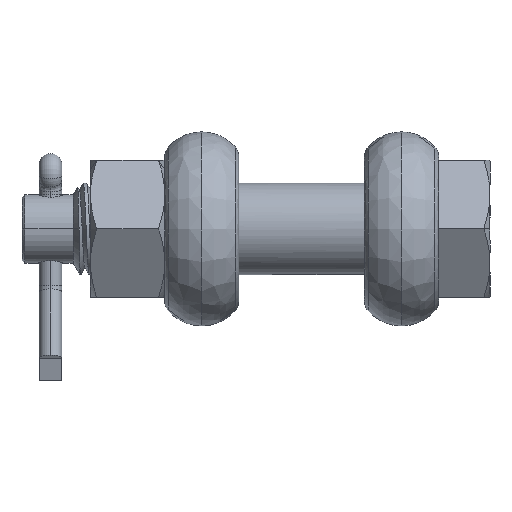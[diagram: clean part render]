
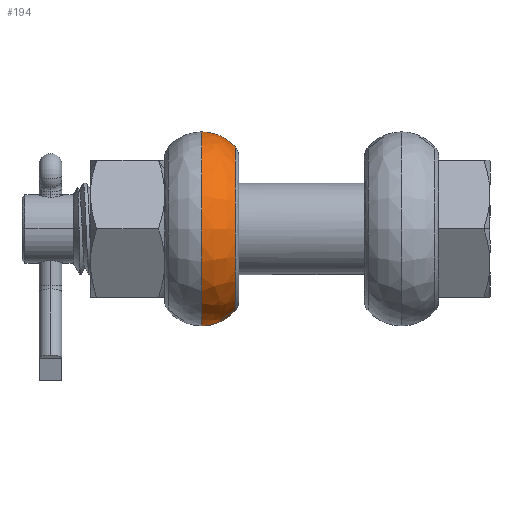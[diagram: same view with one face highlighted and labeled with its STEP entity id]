
A CAD part, front view. The second image highlights one B-rep face of the part: STEP entity #194.
In plain terms, the highlighted free-form (B-spline) face has degree [3, 3] with [4, 4] control points.
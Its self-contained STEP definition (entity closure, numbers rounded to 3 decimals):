
#194=ADVANCED_FACE('NONE',(#1054),#1055,.F.);
#1054=FACE_OUTER_BOUND('',#2976,.T.);
#1055=(B_SPLINE_SURFACE(3,3,((#2978,#2979,#2980,#2981),(#2982,#2983,#2984,#2985),(#2986,#2987,#2988,#2989),(#2990,#2991,#2992,#2993)),.UNSPECIFIED.,.F.,.F.,.F.)B_SPLINE_SURFACE_WITH_KNOTS((4,4),(4,4),(0.0,1.0),(0.0,1.0),.UNSPECIFIED.)RATIONAL_B_SPLINE_SURFACE(((1.0,0.333,0.333,1.0),(0.941,0.314,0.314,0.941),(0.941,0.314,0.314,0.941),(1.0,0.333,0.333,1.0)))BOUNDED_SURFACE()REPRESENTATION_ITEM('')GEOMETRIC_REPRESENTATION_ITEM()SURFACE());
#2976=EDGE_LOOP('',(#13958,#13959,#13960,#13961));
#2978=CARTESIAN_POINT('',(-11.65,0.,-14.359));
#2979=CARTESIAN_POINT('',(-11.65,-28.718,-14.359));
#2980=CARTESIAN_POINT('',(-11.65,-28.718,14.359));
#2981=CARTESIAN_POINT('',(-11.65,0.,14.359));
#2982=CARTESIAN_POINT('',(-13.154,0.,-16.065));
#2983=CARTESIAN_POINT('',(-13.154,-32.129,-16.065));
#2984=CARTESIAN_POINT('',(-13.154,-32.129,16.065));
#2985=CARTESIAN_POINT('',(-13.154,0.,16.065));
#2986=CARTESIAN_POINT('',(-15.226,0.,-17.));
#2987=CARTESIAN_POINT('',(-15.226,-34.,-17.));
#2988=CARTESIAN_POINT('',(-15.226,-34.,17.));
#2989=CARTESIAN_POINT('',(-15.226,0.,17.));
#2990=CARTESIAN_POINT('',(-17.5,0.,-17.));
#2991=CARTESIAN_POINT('',(-17.5,-34.,-17.));
#2992=CARTESIAN_POINT('',(-17.5,-34.,17.));
#2993=CARTESIAN_POINT('',(-17.5,0.,17.));
#13958=ORIENTED_EDGE('',*,*,#19162,.T.);
#13959=ORIENTED_EDGE('',*,*,#19163,.T.);
#13960=ORIENTED_EDGE('',*,*,#19110,.F.);
#13961=ORIENTED_EDGE('',*,*,#19164,.T.);
#19110=EDGE_CURVE('NONE',#21771,#21772,#21773,.T.);
#19162=EDGE_CURVE('NONE',#21861,#21862,#21863,.T.);
#19163=EDGE_CURVE('NONE',#21862,#21772,#21864,.T.);
#19164=EDGE_CURVE('NONE',#21771,#21861,#21865,.T.);
#21771=VERTEX_POINT('NONE',#28265);
#21772=VERTEX_POINT('NONE',#28266);
#21773=CIRCLE('',#28267,14.359);
#21861=VERTEX_POINT('NONE',#28631);
#21862=VERTEX_POINT('NONE',#28632);
#21863=CIRCLE('',#28633,17.0);
#21864=CIRCLE('',#28634,7.8);
#21865=CIRCLE('',#28635,7.8);
#28265=CARTESIAN_POINT('',(-11.65,0.,14.359));
#28266=CARTESIAN_POINT('',(-11.65,0.,-14.359));
#28267=AXIS2_PLACEMENT_3D('',#39037,#39038,#39039);
#28631=CARTESIAN_POINT('',(-17.5,0.,17.));
#28632=CARTESIAN_POINT('',(-17.5,0.,-17.));
#28633=AXIS2_PLACEMENT_3D('',#39068,#39069,#39070);
#28634=AXIS2_PLACEMENT_3D('',#39071,#39072,#39073);
#28635=AXIS2_PLACEMENT_3D('',#39074,#39075,#39076);
#39037=CARTESIAN_POINT('',(-11.65,0.0,0.0));
#39038=DIRECTION('',(1.0,-0.0,0.0));
#39039=DIRECTION('',(0.0,0.,-1.0));
#39068=CARTESIAN_POINT('',(-17.5,0.0,0.0));
#39069=DIRECTION('',(1.0,-0.0,0.0));
#39070=DIRECTION('',(0.0,0.,-1.0));
#39071=CARTESIAN_POINT('',(-17.5,0.,-9.2));
#39072=DIRECTION('',(0.,-1.0,0.));
#39073=DIRECTION('',(0.,0.,-1.0));
#39074=CARTESIAN_POINT('',(-17.5,0.0,9.2));
#39075=DIRECTION('',(0.0,-1.0,0.0));
#39076=DIRECTION('',(0.0,0.0,-1.0));
